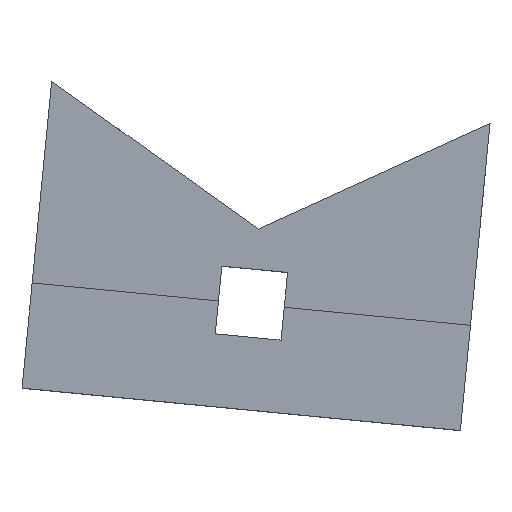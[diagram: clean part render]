
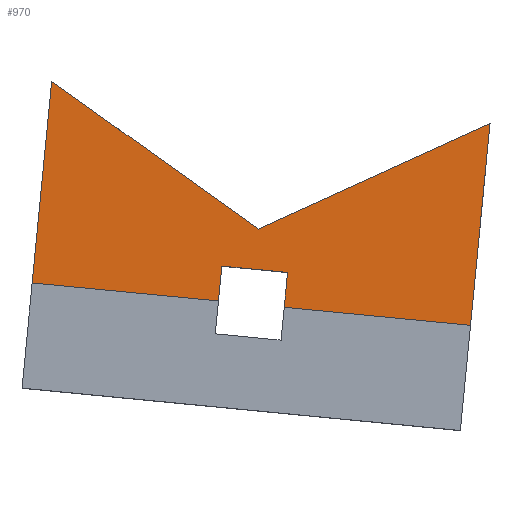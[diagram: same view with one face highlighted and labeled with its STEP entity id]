
A CAD part, top view. The second image highlights one B-rep face of the part: STEP entity #970.
In plain terms, the highlighted planar face has unit normal (0, 0, 1).
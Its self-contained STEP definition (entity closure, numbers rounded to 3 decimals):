
#666=CARTESIAN_POINT('Vertex',(7.478,8.566,12.)) ;
#669=CARTESIAN_POINT('Line Origine',(19.978,15.783,12.)) ;
#673=CARTESIAN_POINT('Vertex',(32.478,23.,12.)) ;
#750=CARTESIAN_POINT('Vertex',(32.478,0.,12.)) ;
#753=CARTESIAN_POINT('Line Origine',(21.853,0.,12.)) ;
#757=CARTESIAN_POINT('Vertex',(11.228,0.,12.)) ;
#847=CARTESIAN_POINT('Vertex',(-17.522,23.,12.)) ;
#850=CARTESIAN_POINT('Line Origine',(-5.022,15.783,12.)) ;
#916=CARTESIAN_POINT('Axis2P3D Location',(0.,0.,12.)) ;
#921=CARTESIAN_POINT('Line Origine',(-17.522,11.5,12.)) ;
#925=CARTESIAN_POINT('Vertex',(-17.522,0.,12.)) ;
#928=CARTESIAN_POINT('Line Origine',(-6.897,0.,12.)) ;
#932=CARTESIAN_POINT('Vertex',(3.728,0.,12.)) ;
#935=CARTESIAN_POINT('Line Origine',(3.728,1.989,12.)) ;
#939=CARTESIAN_POINT('Vertex',(3.728,3.978,12.)) ;
#942=CARTESIAN_POINT('Line Origine',(7.478,3.978,12.)) ;
#946=CARTESIAN_POINT('Vertex',(11.228,3.978,12.)) ;
#949=CARTESIAN_POINT('Line Origine',(11.228,1.989,12.)) ;
#954=CARTESIAN_POINT('Line Origine',(32.478,11.5,12.)) ;
#670=DIRECTION('Vector Direction',(-0.866,-0.5,0.)) ;
#754=DIRECTION('Vector Direction',(1.,0.,0.)) ;
#851=DIRECTION('Vector Direction',(-0.866,0.5,0.)) ;
#917=DIRECTION('Axis2P3D Direction',(-0.,0.,1.)) ;
#918=DIRECTION('Axis2P3D XDirection',(1.,0.,0.)) ;
#922=DIRECTION('Vector Direction',(0.,-1.,0.)) ;
#929=DIRECTION('Vector Direction',(1.,0.,0.)) ;
#936=DIRECTION('Vector Direction',(0.,1.,0.)) ;
#943=DIRECTION('Vector Direction',(1.,0.,0.)) ;
#950=DIRECTION('Vector Direction',(0.,-1.,0.)) ;
#955=DIRECTION('Vector Direction',(0.,1.,0.)) ;
#919=AXIS2_PLACEMENT_3D('Plane Axis2P3D',#916,#917,#918) ;
#960=ORIENTED_EDGE('',*,*,#927,.T.) ;
#961=ORIENTED_EDGE('',*,*,#934,.T.) ;
#962=ORIENTED_EDGE('',*,*,#941,.T.) ;
#963=ORIENTED_EDGE('',*,*,#948,.T.) ;
#964=ORIENTED_EDGE('',*,*,#953,.T.) ;
#965=ORIENTED_EDGE('',*,*,#759,.T.) ;
#966=ORIENTED_EDGE('',*,*,#958,.T.) ;
#967=ORIENTED_EDGE('',*,*,#675,.T.) ;
#968=ORIENTED_EDGE('',*,*,#854,.T.) ;
#671=VECTOR('Line Direction',#670,1.) ;
#755=VECTOR('Line Direction',#754,1.) ;
#852=VECTOR('Line Direction',#851,1.) ;
#923=VECTOR('Line Direction',#922,1.) ;
#930=VECTOR('Line Direction',#929,1.) ;
#937=VECTOR('Line Direction',#936,1.) ;
#944=VECTOR('Line Direction',#943,1.) ;
#951=VECTOR('Line Direction',#950,1.) ;
#956=VECTOR('Line Direction',#955,1.) ;
#970=ADVANCED_FACE('Cortar-Extruir1',(#969),#920,.T.) ;
#675=EDGE_CURVE('',#674,#667,#672,.T.) ;
#759=EDGE_CURVE('',#758,#751,#756,.T.) ;
#854=EDGE_CURVE('',#667,#848,#853,.T.) ;
#927=EDGE_CURVE('',#848,#926,#924,.T.) ;
#934=EDGE_CURVE('',#926,#933,#931,.T.) ;
#941=EDGE_CURVE('',#933,#940,#938,.T.) ;
#948=EDGE_CURVE('',#940,#947,#945,.T.) ;
#953=EDGE_CURVE('',#947,#758,#952,.T.) ;
#958=EDGE_CURVE('',#751,#674,#957,.T.) ;
#959=EDGE_LOOP('',(#960,#961,#962,#963,#964,#965,#966,#967,#968)) ;
#969=FACE_OUTER_BOUND('',#959,.T.) ;
#672=LINE('Line',#669,#671) ;
#756=LINE('Line',#753,#755) ;
#853=LINE('Line',#850,#852) ;
#924=LINE('Line',#921,#923) ;
#931=LINE('Line',#928,#930) ;
#938=LINE('Line',#935,#937) ;
#945=LINE('Line',#942,#944) ;
#952=LINE('Line',#949,#951) ;
#957=LINE('Line',#954,#956) ;
#920=PLANE('Plane',#919) ;
#667=VERTEX_POINT('',#666) ;
#674=VERTEX_POINT('',#673) ;
#751=VERTEX_POINT('',#750) ;
#758=VERTEX_POINT('',#757) ;
#848=VERTEX_POINT('',#847) ;
#926=VERTEX_POINT('',#925) ;
#933=VERTEX_POINT('',#932) ;
#940=VERTEX_POINT('',#939) ;
#947=VERTEX_POINT('',#946) ;
